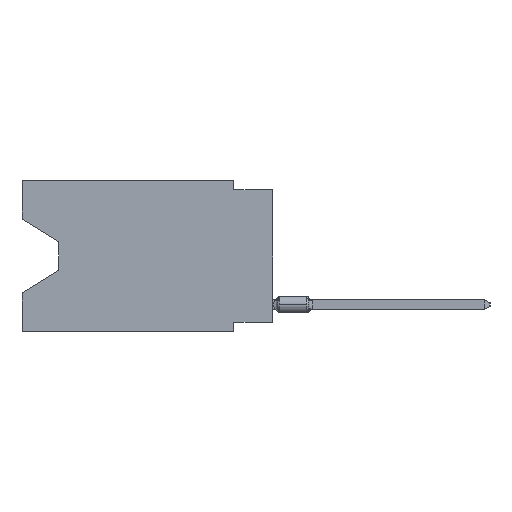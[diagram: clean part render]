
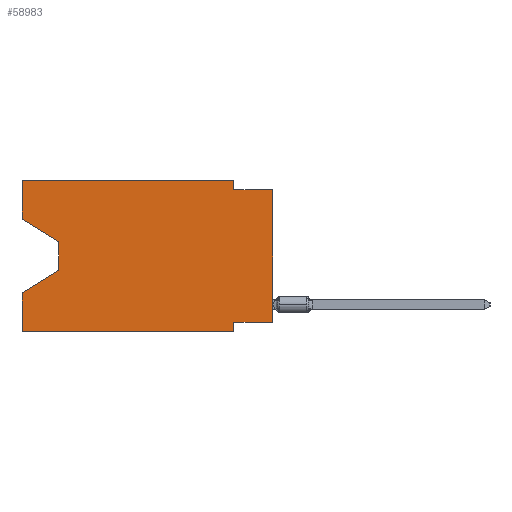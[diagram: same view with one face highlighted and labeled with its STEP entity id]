
A CAD part, left-side view. The second image highlights one B-rep face of the part: STEP entity #58983.
In plain terms, the highlighted planar face has unit normal (-1, 0, 0).
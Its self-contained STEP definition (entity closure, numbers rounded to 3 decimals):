
#230 = DIRECTION ( 'NONE',  ( 0., 0., 1. ) ) ;
#382 = ORIENTED_EDGE ( 'NONE', *, *, #53587, .F. ) ;
#487 = LINE ( 'NONE', #56297, #47197 ) ;
#1223 = LINE ( 'NONE', #41497, #48906 ) ;
#1250 = LINE ( 'NONE', #29696, #31946 ) ;
#1586 = DIRECTION ( 'NONE',  ( 0., 0., 1. ) ) ;
#1685 = ORIENTED_EDGE ( 'NONE', *, *, #66787, .T. ) ;
#1733 = DIRECTION ( 'NONE',  ( 0., 0., 1. ) ) ;
#3516 = AXIS2_PLACEMENT_3D ( 'NONE', #42863, #31765, #20671 ) ;
#3657 = CARTESIAN_POINT ( 'NONE',  ( 0., 0., -9.271 ) ) ;
#4360 = DIRECTION ( 'NONE',  ( 0., 0., -1. ) ) ;
#5366 = VERTEX_POINT ( 'NONE', #41840 ) ;
#5660 = DIRECTION ( 'NONE',  ( 0., -1., 0. ) ) ;
#5978 = CARTESIAN_POINT ( 'NONE',  ( 0., 0., -0.635 ) ) ;
#7921 = EDGE_CURVE ( 'NONE', #14749, #57393, #56046, .T. ) ;
#8434 = CARTESIAN_POINT ( 'NONE',  ( 0., 2.54, -9.271 ) ) ;
#12408 = ORIENTED_EDGE ( 'NONE', *, *, #55370, .F. ) ;
#13147 = EDGE_CURVE ( 'NONE', #34364, #38911, #27336, .T. ) ;
#14235 = CARTESIAN_POINT ( 'NONE',  ( 0., 16.383, -9.906 ) ) ;
#14248 = LINE ( 'NONE', #65597, #37787 ) ;
#14749 = VERTEX_POINT ( 'NONE', #14235 ) ;
#15177 = VERTEX_POINT ( 'NONE', #20406 ) ;
#17256 = EDGE_CURVE ( 'NONE', #59348, #19383, #64465, .T. ) ;
#18308 = EDGE_CURVE ( 'NONE', #15177, #57393, #42441, .T. ) ;
#19078 = DIRECTION ( 'NONE',  ( 0., 0., -1. ) ) ;
#19383 = VERTEX_POINT ( 'NONE', #51078 ) ;
#20406 = CARTESIAN_POINT ( 'NONE',  ( 0., 13.97, -5.893 ) ) ;
#20671 = DIRECTION ( 'NONE',  ( 0., 0., -1. ) ) ;
#21041 = FACE_OUTER_BOUND ( 'NONE', #54726, .T. ) ;
#22243 = LINE ( 'NONE', #67709, #69231 ) ;
#22299 = DIRECTION ( 'NONE',  ( 0., -0.855, -0.519 ) ) ;
#25427 = ORIENTED_EDGE ( 'NONE', *, *, #72118, .T. ) ;
#25472 = LINE ( 'NONE', #3657, #34008 ) ;
#25669 = EDGE_CURVE ( 'NONE', #5366, #70914, #1250, .T. ) ;
#27015 = VERTEX_POINT ( 'NONE', #29462 ) ;
#27336 = LINE ( 'NONE', #67977, #45015 ) ;
#27916 = ORIENTED_EDGE ( 'NONE', *, *, #7921, .F. ) ;
#28408 = ORIENTED_EDGE ( 'NONE', *, *, #59787, .F. ) ;
#29455 = CARTESIAN_POINT ( 'NONE',  ( 0., 2.54, -0.635 ) ) ;
#29462 = CARTESIAN_POINT ( 'NONE',  ( 0., 0., -9.271 ) ) ;
#29696 = CARTESIAN_POINT ( 'NONE',  ( 0., 16.383, -2.546 ) ) ;
#31706 = LINE ( 'NONE', #61605, #69383 ) ;
#31765 = DIRECTION ( 'NONE',  ( 1., 0., 0. ) ) ;
#31946 = VECTOR ( 'NONE', #22299, 1000. ) ;
#32673 = CARTESIAN_POINT ( 'NONE',  ( 0., 13.97, -4.013 ) ) ;
#34008 = VECTOR ( 'NONE', #70195, 1000. ) ;
#34364 = VERTEX_POINT ( 'NONE', #29455 ) ;
#37210 = VERTEX_POINT ( 'NONE', #40846 ) ;
#37787 = VECTOR ( 'NONE', #19078, 1000. ) ;
#38331 = ORIENTED_EDGE ( 'NONE', *, *, #13147, .F. ) ;
#38911 = VERTEX_POINT ( 'NONE', #5978 ) ;
#39523 = VECTOR ( 'NONE', #53708, 1000. ) ;
#39599 = EDGE_CURVE ( 'NONE', #70914, #15177, #31706, .T. ) ;
#39780 = CARTESIAN_POINT ( 'NONE',  ( 0., 16.383, 0. ) ) ;
#40846 = CARTESIAN_POINT ( 'NONE',  ( 0., 2.54, 0. ) ) ;
#41013 = ORIENTED_EDGE ( 'NONE', *, *, #39599, .T. ) ;
#41497 = CARTESIAN_POINT ( 'NONE',  ( 0., 0., 0. ) ) ;
#41840 = CARTESIAN_POINT ( 'NONE',  ( 0., 16.383, -2.546 ) ) ;
#42441 = LINE ( 'NONE', #48344, #58565 ) ;
#42863 = CARTESIAN_POINT ( 'NONE',  ( 0., 16.383, 0. ) ) ;
#42897 = VECTOR ( 'NONE', #230, 1000. ) ;
#44785 = DIRECTION ( 'NONE',  ( 0., -1., 0. ) ) ;
#45015 = VECTOR ( 'NONE', #49873, 1000. ) ;
#47089 = VERTEX_POINT ( 'NONE', #65654 ) ;
#47197 = VECTOR ( 'NONE', #5660, 1000. ) ;
#48344 = CARTESIAN_POINT ( 'NONE',  ( 0., 13.97, -5.893 ) ) ;
#48767 = PLANE ( 'NONE',  #3516 ) ;
#48906 = VECTOR ( 'NONE', #1586, 1000. ) ;
#49873 = DIRECTION ( 'NONE',  ( 0., -1., 0. ) ) ;
#51078 = CARTESIAN_POINT ( 'NONE',  ( 0., 2.54, -9.906 ) ) ;
#53000 = CARTESIAN_POINT ( 'NONE',  ( 0., 2.54, -9.906 ) ) ;
#53587 = EDGE_CURVE ( 'NONE', #47089, #37210, #22243, .T. ) ;
#53708 = DIRECTION ( 'NONE',  ( 0., 0., -1. ) ) ;
#54726 = EDGE_LOOP ( 'NONE', ( #67371, #41013, #71031, #27916, #1685, #55157, #12408, #25427, #38331, #28408, #382, #55374 ) ) ;
#55157 = ORIENTED_EDGE ( 'NONE', *, *, #17256, .F. ) ;
#55370 = EDGE_CURVE ( 'NONE', #27015, #59348, #25472, .T. ) ;
#55374 = ORIENTED_EDGE ( 'NONE', *, *, #56762, .F. ) ;
#56046 = LINE ( 'NONE', #39780, #42897 ) ;
#56297 = CARTESIAN_POINT ( 'NONE',  ( 0., 16.383, -9.906 ) ) ;
#56762 = EDGE_CURVE ( 'NONE', #5366, #47089, #68618, .T. ) ;
#57393 = VERTEX_POINT ( 'NONE', #65858 ) ;
#57904 = CARTESIAN_POINT ( 'NONE',  ( 0., 16.383, 0. ) ) ;
#58565 = VECTOR ( 'NONE', #59084, 1000. ) ;
#58935 = VECTOR ( 'NONE', #1733, 1000. ) ;
#58983 = ADVANCED_FACE ( 'NONE', ( #21041 ), #48767, .F. ) ;
#59084 = DIRECTION ( 'NONE',  ( 0., 0.855, -0.519 ) ) ;
#59348 = VERTEX_POINT ( 'NONE', #8434 ) ;
#59787 = EDGE_CURVE ( 'NONE', #37210, #34364, #14248, .T. ) ;
#61605 = CARTESIAN_POINT ( 'NONE',  ( 0., 13.97, -4.013 ) ) ;
#64465 = LINE ( 'NONE', #53000, #39523 ) ;
#65597 = CARTESIAN_POINT ( 'NONE',  ( 0., 2.54, 0. ) ) ;
#65654 = CARTESIAN_POINT ( 'NONE',  ( 0., 16.383, 0. ) ) ;
#65858 = CARTESIAN_POINT ( 'NONE',  ( 0., 16.383, -7.36 ) ) ;
#66787 = EDGE_CURVE ( 'NONE', #14749, #19383, #487, .T. ) ;
#67371 = ORIENTED_EDGE ( 'NONE', *, *, #25669, .T. ) ;
#67709 = CARTESIAN_POINT ( 'NONE',  ( 0., 16.383, 0. ) ) ;
#67977 = CARTESIAN_POINT ( 'NONE',  ( 0., 0., -0.635 ) ) ;
#68618 = LINE ( 'NONE', #57904, #58935 ) ;
#69231 = VECTOR ( 'NONE', #44785, 1000. ) ;
#69383 = VECTOR ( 'NONE', #4360, 1000. ) ;
#70195 = DIRECTION ( 'NONE',  ( 0., 1., 0. ) ) ;
#70914 = VERTEX_POINT ( 'NONE', #32673 ) ;
#71031 = ORIENTED_EDGE ( 'NONE', *, *, #18308, .T. ) ;
#72118 = EDGE_CURVE ( 'NONE', #27015, #38911, #1223, .T. ) ;
